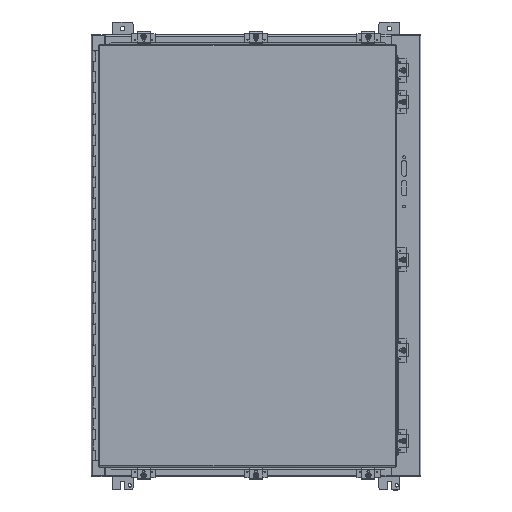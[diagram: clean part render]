
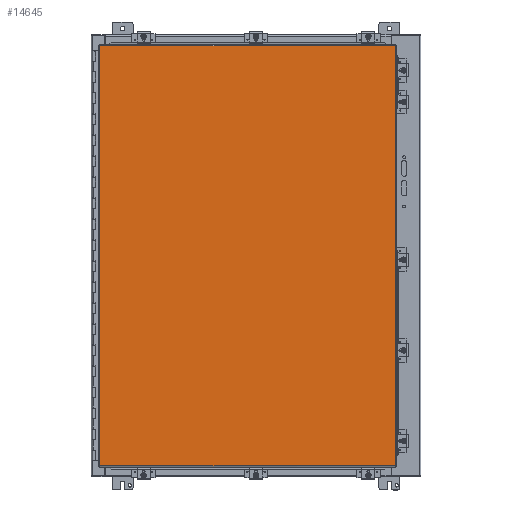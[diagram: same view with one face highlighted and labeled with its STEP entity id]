
A CAD part, top view. The second image highlights one B-rep face of the part: STEP entity #14645.
In plain terms, the highlighted planar face has unit normal (0, 0, 1).
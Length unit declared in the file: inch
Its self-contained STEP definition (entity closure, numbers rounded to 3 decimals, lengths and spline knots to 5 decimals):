
#607=PLANE('',#15531);
#1193=FACE_OUTER_BOUND('',#2008,.T.);
#2008=EDGE_LOOP('',(#10725,#10726,#10727,#10728));
#3028=LINE('',#21803,#4561);
#3034=LINE('',#21884,#4567);
#3040=LINE('',#21966,#4573);
#3047=LINE('',#22047,#4580);
#4561=VECTOR('',#17473,39.977);
#4567=VECTOR('',#17487,28.13325);
#4573=VECTOR('',#17501,39.977);
#4580=VECTOR('',#17518,28.13325);
#6539=VERTEX_POINT('',#21794);
#6540=VERTEX_POINT('',#21802);
#6543=VERTEX_POINT('',#21876);
#6547=VERTEX_POINT('',#21958);
#8097=EDGE_CURVE('',#6540,#6539,#3028,.T.);
#8107=EDGE_CURVE('',#6539,#6543,#3034,.T.);
#8117=EDGE_CURVE('',#6543,#6547,#3040,.T.);
#8128=EDGE_CURVE('',#6547,#6540,#3047,.T.);
#10725=ORIENTED_EDGE('',*,*,#8097,.T.);
#10726=ORIENTED_EDGE('',*,*,#8107,.T.);
#10727=ORIENTED_EDGE('',*,*,#8117,.T.);
#10728=ORIENTED_EDGE('',*,*,#8128,.T.);
#14645=ADVANCED_FACE('',(#1193),#607,.T.);
#15531=AXIS2_PLACEMENT_3D('',#22115,#17528,#17529);
#17473=DIRECTION('',(0.,1.,0.));
#17487=DIRECTION('',(-1.,0.,0.));
#17501=DIRECTION('',(0.,-1.,0.));
#17518=DIRECTION('',(1.,0.,0.));
#17528=DIRECTION('center_axis',(0.,0.,1.));
#17529=DIRECTION('ref_axis',(1.,0.,0.));
#21794=CARTESIAN_POINT('',(28.2385,40.08225,0.074));
#21802=CARTESIAN_POINT('',(28.2385,0.10525,0.074));
#21803=CARTESIAN_POINT('',(28.2385,10.0995,0.074));
#21876=CARTESIAN_POINT('',(0.10525,40.08225,0.074));
#21884=CARTESIAN_POINT('',(21.20519,40.08225,0.074));
#21958=CARTESIAN_POINT('',(0.10525,0.10525,0.074));
#21966=CARTESIAN_POINT('',(0.10525,30.088,0.074));
#22047=CARTESIAN_POINT('',(7.13856,0.10525,0.074));
#22115=CARTESIAN_POINT('Origin',(14.17188,20.09375,0.074));
